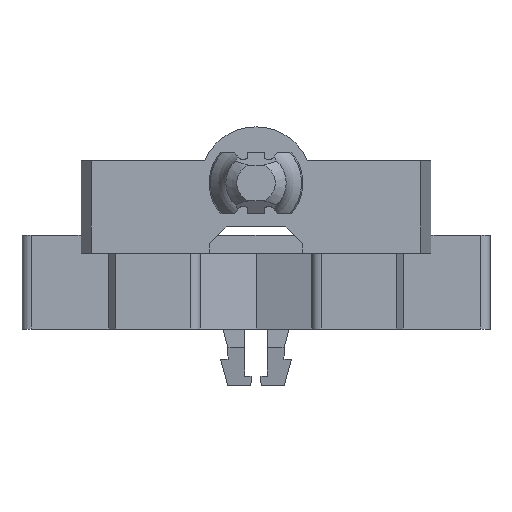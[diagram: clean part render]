
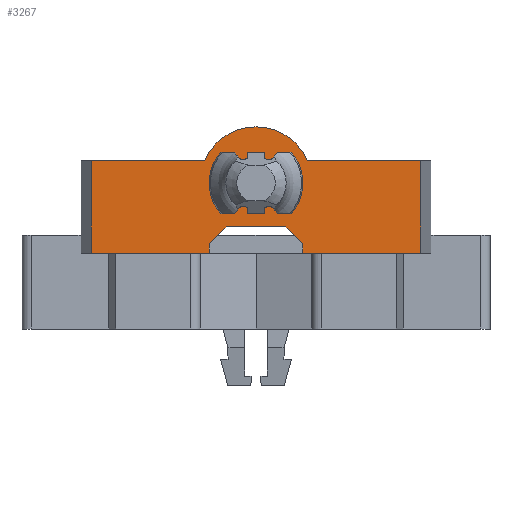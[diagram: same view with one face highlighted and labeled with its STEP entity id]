
A CAD part, front view. The second image highlights one B-rep face of the part: STEP entity #3267.
In plain terms, the highlighted planar face has unit normal (0, -1, 0).
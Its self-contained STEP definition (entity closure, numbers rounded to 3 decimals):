
#59=CIRCLE('',#3481,3.);
#392=ORIENTED_EDGE('',*,*,#1178,.F.);
#393=ORIENTED_EDGE('',*,*,#1107,.F.);
#394=ORIENTED_EDGE('',*,*,#1176,.T.);
#395=ORIENTED_EDGE('',*,*,#1114,.F.);
#396=ORIENTED_EDGE('',*,*,#1308,.F.);
#397=ORIENTED_EDGE('',*,*,#1309,.F.);
#398=ORIENTED_EDGE('',*,*,#1310,.F.);
#399=ORIENTED_EDGE('',*,*,#1311,.T.);
#400=ORIENTED_EDGE('',*,*,#1290,.T.);
#401=ORIENTED_EDGE('',*,*,#1312,.T.);
#402=ORIENTED_EDGE('',*,*,#1313,.T.);
#403=ORIENTED_EDGE('',*,*,#1288,.T.);
#404=ORIENTED_EDGE('',*,*,#1314,.T.);
#405=ORIENTED_EDGE('',*,*,#1315,.T.);
#406=ORIENTED_EDGE('',*,*,#1305,.T.);
#407=ORIENTED_EDGE('',*,*,#1316,.F.);
#1107=EDGE_CURVE('',#1592,#1589,#1909,.T.);
#1114=EDGE_CURVE('',#1599,#1600,#1913,.T.);
#1176=EDGE_CURVE('',#1592,#1600,#1931,.T.);
#1178=EDGE_CURVE('',#1589,#1599,#1933,.T.);
#1288=EDGE_CURVE('',#1735,#1737,#2036,.T.);
#1290=EDGE_CURVE('',#1740,#1739,#2038,.T.);
#1305=EDGE_CURVE('',#1755,#1754,#2051,.T.);
#1308=EDGE_CURVE('',#1757,#1758,#2054,.T.);
#1309=EDGE_CURVE('',#1759,#1757,#59,.T.);
#1310=EDGE_CURVE('',#1760,#1759,#2055,.T.);
#1311=EDGE_CURVE('',#1760,#1740,#2056,.T.);
#1312=EDGE_CURVE('',#1739,#1761,#2057,.T.);
#1313=EDGE_CURVE('',#1761,#1735,#2058,.T.);
#1314=EDGE_CURVE('',#1737,#1762,#2059,.T.);
#1315=EDGE_CURVE('',#1762,#1755,#2060,.T.);
#1316=EDGE_CURVE('',#1758,#1754,#2061,.T.);
#1589=VERTEX_POINT('',#4511);
#1592=VERTEX_POINT('',#4516);
#1599=VERTEX_POINT('',#4541);
#1600=VERTEX_POINT('',#4543);
#1735=VERTEX_POINT('',#4967);
#1737=VERTEX_POINT('',#4971);
#1739=VERTEX_POINT('',#4976);
#1740=VERTEX_POINT('',#4978);
#1754=VERTEX_POINT('',#5006);
#1755=VERTEX_POINT('',#5008);
#1757=VERTEX_POINT('',#5014);
#1758=VERTEX_POINT('',#5015);
#1759=VERTEX_POINT('',#5017);
#1760=VERTEX_POINT('',#5019);
#1761=VERTEX_POINT('',#5022);
#1762=VERTEX_POINT('',#5025);
#1909=LINE('',#4517,#2312);
#1913=LINE('',#4542,#2316);
#1931=LINE('',#4747,#2334);
#1933=LINE('',#4750,#2336);
#2036=LINE('',#4972,#2439);
#2038=LINE('',#4977,#2441);
#2051=LINE('',#5007,#2454);
#2054=LINE('',#5013,#2457);
#2055=LINE('',#5018,#2458);
#2056=LINE('',#5020,#2459);
#2057=LINE('',#5021,#2460);
#2058=LINE('',#5023,#2461);
#2059=LINE('',#5024,#2462);
#2060=LINE('',#5026,#2463);
#2061=LINE('',#5027,#2464);
#2312=VECTOR('',#3649,1000.);
#2316=VECTOR('',#3657,1000.);
#2334=VECTOR('',#3735,1000.);
#2336=VECTOR('',#3739,1000.);
#2439=VECTOR('',#3894,1000.);
#2441=VECTOR('',#3898,1000.);
#2454=VECTOR('',#3915,1000.);
#2457=VECTOR('',#3920,1000.);
#2458=VECTOR('',#3923,1000.);
#2459=VECTOR('',#3924,1000.);
#2460=VECTOR('',#3925,1000.);
#2461=VECTOR('',#3926,1000.);
#2462=VECTOR('',#3927,1000.);
#2463=VECTOR('',#3928,1000.);
#2464=VECTOR('',#3929,1000.);
#2753=EDGE_LOOP('',(#392,#393,#394,#395));
#2754=EDGE_LOOP('',(#396,#397,#398,#399,#400,#401,#402,#403,#404,#405,#406,
#407));
#2938=FACE_BOUND('',#2753,.T.);
#2939=FACE_BOUND('',#2754,.T.);
#3112=PLANE('',#3480);
#3267=ADVANCED_FACE('',(#2938,#2939),#3112,.F.);
#3480=AXIS2_PLACEMENT_3D('',#5012,#3918,#3919);
#3481=AXIS2_PLACEMENT_3D('',#5016,#3921,#3922);
#3649=DIRECTION('',(-1.,0.,0.));
#3657=DIRECTION('',(1.,0.,0.));
#3735=DIRECTION('',(0.,0.,-1.));
#3739=DIRECTION('',(0.,0.,-1.));
#3894=DIRECTION('',(1.,0.,0.));
#3898=DIRECTION('',(1.,0.,0.));
#3915=DIRECTION('',(1.,0.,0.));
#3918=DIRECTION('',(0.,1.,0.));
#3919=DIRECTION('',(0.,0.,1.));
#3920=DIRECTION('',(1.,0.,0.));
#3921=DIRECTION('',(0.,1.,0.));
#3922=DIRECTION('',(1.,0.,0.));
#3923=DIRECTION('',(1.,0.,0.));
#3924=DIRECTION('',(0.,0.,-1.));
#3925=DIRECTION('',(0.,0.,1.));
#3926=DIRECTION('',(0.707,0.,0.707));
#3927=DIRECTION('',(0.707,0.,-0.707));
#3928=DIRECTION('',(0.,0.,-1.));
#3929=DIRECTION('',(0.,0.,-1.));
#4511=CARTESIAN_POINT('',(-0.475,-1.1,9.45));
#4516=CARTESIAN_POINT('',(0.475,-1.1,9.45));
#4517=CARTESIAN_POINT('',(-8.8,-1.1,9.45));
#4541=CARTESIAN_POINT('',(-0.475,-1.1,6.15));
#4542=CARTESIAN_POINT('',(-8.8,-1.1,6.15));
#4543=CARTESIAN_POINT('',(0.475,-1.1,6.15));
#4747=CARTESIAN_POINT('',(0.475,-1.1,9.));
#4750=CARTESIAN_POINT('',(-0.475,-1.1,9.));
#4967=CARTESIAN_POINT('',(-1.6,-1.1,5.45));
#4971=CARTESIAN_POINT('',(1.6,-1.1,5.45));
#4972=CARTESIAN_POINT('',(-1.6,-1.1,5.45));
#4976=CARTESIAN_POINT('',(-2.5,-1.1,4.05));
#4977=CARTESIAN_POINT('',(-8.8,-1.1,4.05));
#4978=CARTESIAN_POINT('',(-8.8,-1.1,4.05));
#5006=CARTESIAN_POINT('',(8.8,-1.1,4.05));
#5007=CARTESIAN_POINT('',(-8.8,-1.1,4.05));
#5008=CARTESIAN_POINT('',(2.5,-1.1,4.05));
#5012=CARTESIAN_POINT('',(-8.8,-1.1,9.));
#5013=CARTESIAN_POINT('',(-8.8,-1.1,9.));
#5014=CARTESIAN_POINT('',(2.75,-1.1,9.));
#5015=CARTESIAN_POINT('',(8.8,-1.1,9.));
#5016=CARTESIAN_POINT('',(0.,-1.1,7.8));
#5017=CARTESIAN_POINT('',(-2.75,-1.1,9.));
#5018=CARTESIAN_POINT('',(-8.8,-1.1,9.));
#5019=CARTESIAN_POINT('',(-8.8,-1.1,9.));
#5020=CARTESIAN_POINT('',(-8.8,-1.1,9.));
#5021=CARTESIAN_POINT('',(-2.5,-1.1,4.05));
#5022=CARTESIAN_POINT('',(-2.5,-1.1,4.55));
#5023=CARTESIAN_POINT('',(-2.5,-1.1,4.55));
#5024=CARTESIAN_POINT('',(1.6,-1.1,5.45));
#5025=CARTESIAN_POINT('',(2.5,-1.1,4.55));
#5026=CARTESIAN_POINT('',(2.5,-1.1,4.55));
#5027=CARTESIAN_POINT('',(8.8,-1.1,9.));
